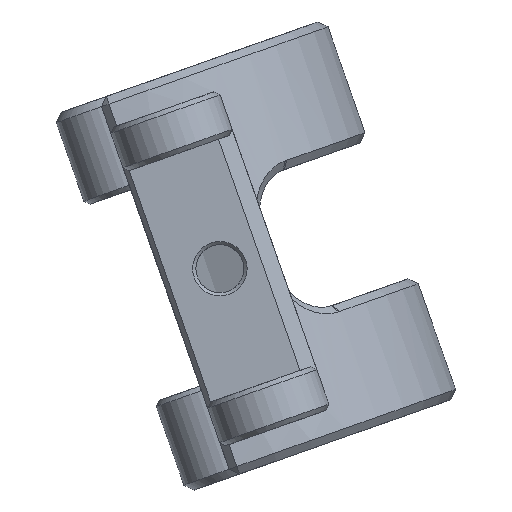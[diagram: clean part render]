
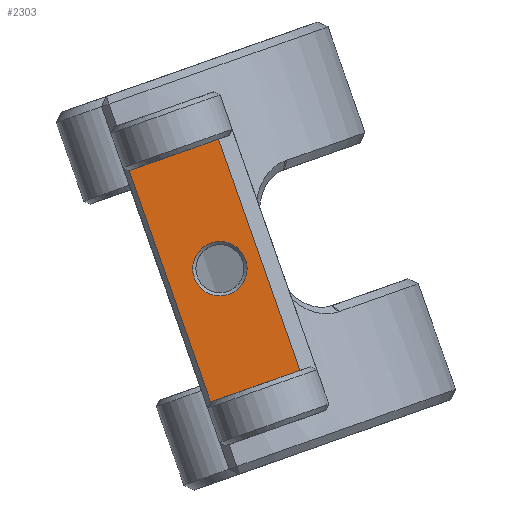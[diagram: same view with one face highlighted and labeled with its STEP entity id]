
A CAD part, left-side view. The second image highlights one B-rep face of the part: STEP entity #2303.
In plain terms, the highlighted planar face has unit normal (-1, 0, 0).
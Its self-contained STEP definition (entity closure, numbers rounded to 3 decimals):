
#33=FACE_BOUND('',#434,.T.);
#165=CIRCLE('',#2462,1.7);
#290=FACE_OUTER_BOUND('',#433,.T.);
#433=EDGE_LOOP('',(#1682,#1683,#1684,#1685));
#434=EDGE_LOOP('',(#1686));
#604=LINE('',#4326,#808);
#605=LINE('',#4328,#809);
#606=LINE('',#4330,#810);
#607=LINE('',#4331,#811);
#808=VECTOR('',#2768,10.);
#809=VECTOR('',#2769,10.);
#810=VECTOR('',#2770,10.);
#811=VECTOR('',#2771,10.);
#1038=VERTEX_POINT('',#4318);
#1040=VERTEX_POINT('',#4324);
#1041=VERTEX_POINT('',#4325);
#1042=VERTEX_POINT('',#4327);
#1043=VERTEX_POINT('',#4329);
#1271=EDGE_CURVE('',#1038,#1038,#165,.T.);
#1274=EDGE_CURVE('',#1040,#1041,#604,.T.);
#1275=EDGE_CURVE('',#1040,#1042,#605,.T.);
#1276=EDGE_CURVE('',#1043,#1042,#606,.T.);
#1277=EDGE_CURVE('',#1043,#1041,#607,.T.);
#1682=ORIENTED_EDGE('',*,*,#1274,.F.);
#1683=ORIENTED_EDGE('',*,*,#1275,.T.);
#1684=ORIENTED_EDGE('',*,*,#1276,.F.);
#1685=ORIENTED_EDGE('',*,*,#1277,.T.);
#1686=ORIENTED_EDGE('',*,*,#1271,.F.);
#2214=PLANE('',#2464);
#2303=ADVANCED_FACE('',(#290,#33),#2214,.T.);
#2462=AXIS2_PLACEMENT_3D('',#4319,#2761,#2762);
#2464=AXIS2_PLACEMENT_3D('',#4323,#2766,#2767);
#2761=DIRECTION('center_axis',(-1.,0.,0.));
#2762=DIRECTION('ref_axis',(0.,0.,
1.));
#2766=DIRECTION('center_axis',(-1.,0.,0.));
#2767=DIRECTION('ref_axis',(0.,0.943,-0.332));
#2768=DIRECTION('',(0.,-0.332,-0.943));
#2769=DIRECTION('',(0.,0.943,-0.332));
#2770=DIRECTION('',(0.,0.332,0.943));
#2771=DIRECTION('',(0.,-0.943,0.332));
#4318=CARTESIAN_POINT('',(23.895,-12.96,44.025));
#4319=CARTESIAN_POINT('Origin',(23.895,-12.96,45.725));
#4323=CARTESIAN_POINT('Origin',(23.895,-19.001,39.86));
#4324=CARTESIAN_POINT('',(23.895,-12.877,53.817));
#4325=CARTESIAN_POINT('',(23.895,-17.966,39.368));
#4326=CARTESIAN_POINT('',(23.895,-17.926,39.481));
#4327=CARTESIAN_POINT('',(23.895,-7.293,51.851));
#4328=CARTESIAN_POINT('',(23.895,-12.183,53.573));
#4329=CARTESIAN_POINT('',(23.895,-12.382,37.401));
#4330=CARTESIAN_POINT('',(23.895,-12.342,37.514));
#4331=CARTESIAN_POINT('',(23.895,-13.736,37.878));
